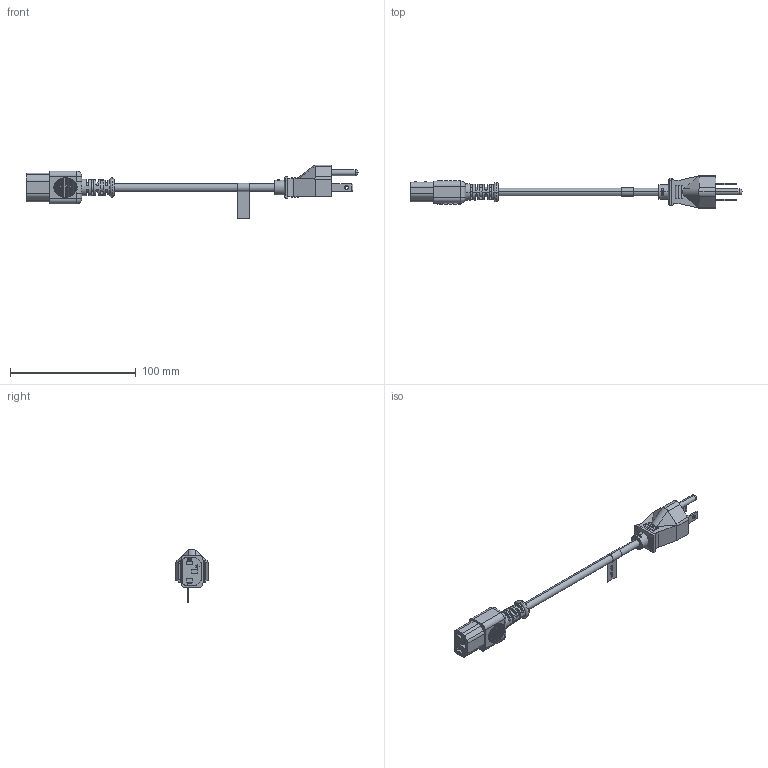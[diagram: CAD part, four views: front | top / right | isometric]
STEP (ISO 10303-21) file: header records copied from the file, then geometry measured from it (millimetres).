
FILE_DESCRIPTION (( 'STEP AP203' ), '1' );
FILE_NAME ('11-00029_revA.STEP', '2016-11-08T17:56:33', ( '' ), ( '' ), 'SwSTEP 2.0', 'SolidWorks 2015', '' );
FILE_SCHEMA (( 'CONFIG_CONTROL_DESIGN' ));
Products named in the file (4): TLY-18_White; 11-00029_revA; 30-00245_blunt cut; TLY-13_White
Assembly tree (3 placements, depth 2):
  11-00029_revA
    30-00245_blunt cut
    TLY-13_White
    TLY-18_White
Bounding box: 264 x 25.8 x 42.9 mm (x, y, z)
Volume: 42055.2 mm3; surface area: 48226.4 mm2
Topology: 136 solids, 136 shells, 2269 faces, 5569 edges, 3650 vertices
Faces by surface type: plane 1480, cylinder 597, bspline 166, torus 12, cone 10, sphere 4
Entity records: 73613 total; most frequent: CARTESIAN_POINT 19747, ORIENTED_EDGE 11122, DIRECTION 10500, EDGE_CURVE 5561, VECTOR 3816, LINE 3816, VERTEX_POINT 3650, AXIS2_PLACEMENT_3D 3342
